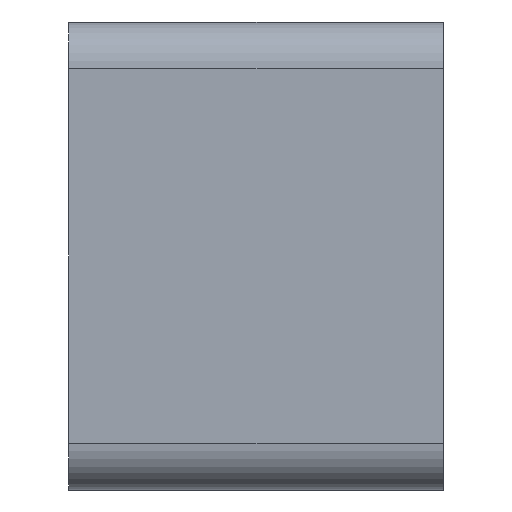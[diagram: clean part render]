
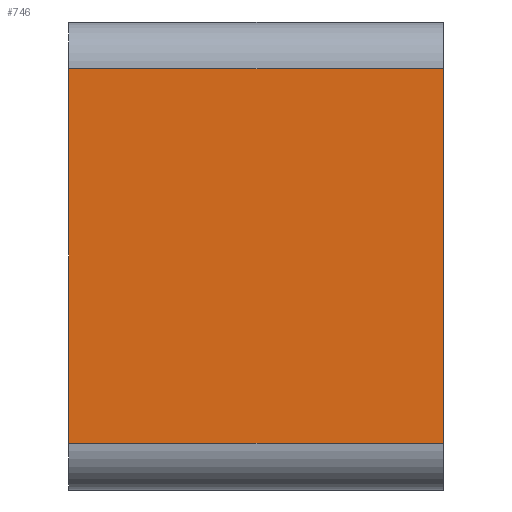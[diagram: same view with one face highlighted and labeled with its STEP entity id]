
A CAD part, left-side view. The second image highlights one B-rep face of the part: STEP entity #746.
In plain terms, the highlighted planar face has unit normal (-1, 0, 0).
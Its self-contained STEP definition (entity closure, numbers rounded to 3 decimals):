
#29=PLANE('',#827);
#61=FACE_OUTER_BOUND('',#99,.T.);
#99=EDGE_LOOP('',(#638,#639,#640,#641));
#136=LINE('',#1142,#212);
#179=LINE('',#1250,#255);
#180=LINE('',#1253,#256);
#183=LINE('',#1259,#259);
#212=VECTOR('',#913,10.);
#255=VECTOR('',#1014,10.);
#256=VECTOR('',#1017,10.);
#259=VECTOR('',#1024,10.);
#330=VERTEX_POINT('',#1139);
#331=VERTEX_POINT('',#1141);
#365=VERTEX_POINT('',#1244);
#368=VERTEX_POINT('',#1252);
#408=EDGE_CURVE('',#331,#330,#136,.T.);
#466=EDGE_CURVE('',#331,#365,#179,.T.);
#467=EDGE_CURVE('',#365,#368,#180,.T.);
#471=EDGE_CURVE('',#368,#330,#183,.T.);
#638=ORIENTED_EDGE('',*,*,#466,.F.);
#639=ORIENTED_EDGE('',*,*,#408,.T.);
#640=ORIENTED_EDGE('',*,*,#471,.F.);
#641=ORIENTED_EDGE('',*,*,#467,.F.);
#746=ADVANCED_FACE('',(#61),#29,.T.);
#827=AXIS2_PLACEMENT_3D('',#1258,#1022,#1023);
#913=DIRECTION('',(0.,0.,1.));
#1014=DIRECTION('',(0.,1.,0.));
#1017=DIRECTION('',(0.,0.,1.));
#1022=DIRECTION('center_axis',(-1.,0.,0.));
#1023=DIRECTION('ref_axis',(0.,0.,1.));
#1024=DIRECTION('',(0.,-1.,0.));
#1139=CARTESIAN_POINT('',(-65.,0.,8.));
#1141=CARTESIAN_POINT('',(-65.,0.,-8.));
#1142=CARTESIAN_POINT('',(-65.,0.,-10.));
#1244=CARTESIAN_POINT('',(-65.,16.,-8.));
#1250=CARTESIAN_POINT('',(-65.,0.,-8.));
#1252=CARTESIAN_POINT('',(-65.,16.,8.));
#1253=CARTESIAN_POINT('',(-65.,16.,-10.));
#1258=CARTESIAN_POINT('Origin',(-65.,0.,-10.));
#1259=CARTESIAN_POINT('',(-65.,0.,8.));
